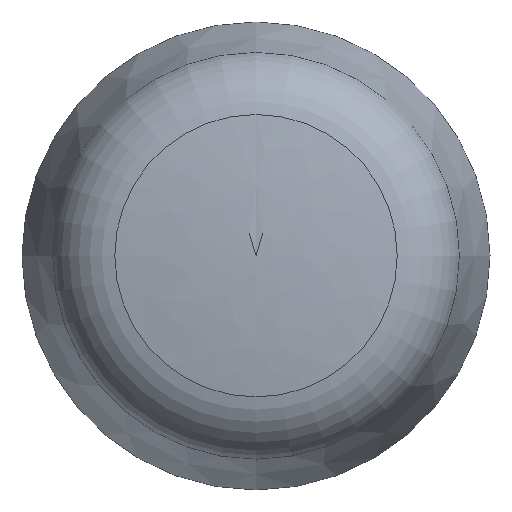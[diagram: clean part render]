
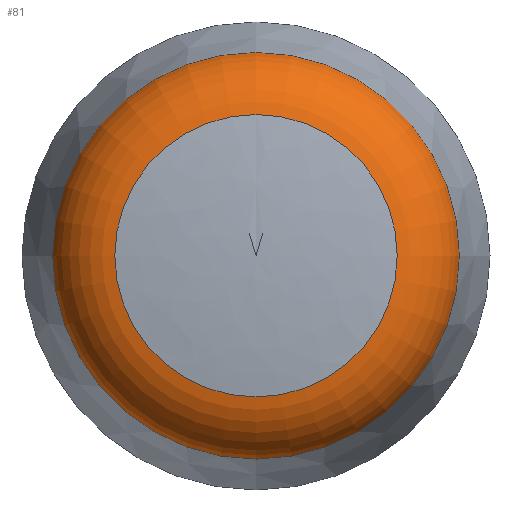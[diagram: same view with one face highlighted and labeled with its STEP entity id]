
A CAD part, top view. The second image highlights one B-rep face of the part: STEP entity #81.
In plain terms, the highlighted toroidal (fillet/blend) face has major radius 6.862 mm and minor radius 4 mm.
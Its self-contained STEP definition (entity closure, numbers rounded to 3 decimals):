
#81 = ADVANCED_FACE( '', ( #102, #103 ), #104, .T. );
#102 = FACE_OUTER_BOUND( '', #162, .T. );
#103 = FACE_OUTER_BOUND( '', #163, .T. );
#104 = TOROIDAL_SURFACE( '', #164, 6.861, 4. );
#162 = EDGE_LOOP( '', ( #197 ) );
#163 = EDGE_LOOP( '', ( #198 ) );
#164 = AXIS2_PLACEMENT_3D( '', #199, #200, #201 );
#197 = ORIENTED_EDGE( '', *, *, #213, .T. );
#198 = ORIENTED_EDGE( '', *, *, #219, .F. );
#199 = CARTESIAN_POINT( '', ( 0., 0., 5.003 ) );
#200 = DIRECTION( '', ( 0., 0., -1. ) );
#201 = DIRECTION( '', ( 0., 1., 0. ) );
#213 = EDGE_CURVE( '', #221, #221, #222, .T. );
#219 = EDGE_CURVE( '', #233, #233, #234, .T. );
#221 = VERTEX_POINT( '', #237 );
#222 = CIRCLE( '', #238, 7.448 );
#233 = VERTEX_POINT( '', #249 );
#234 = CIRCLE( '', #250, 10.725 );
#237 = CARTESIAN_POINT( '', ( 0., 7.448, 8.959 ) );
#238 = AXIS2_PLACEMENT_3D( '', #253, #254, #255 );
#249 = CARTESIAN_POINT( '', ( 0., 10.725, 6.038 ) );
#250 = AXIS2_PLACEMENT_3D( '', #271, #272, #273 );
#253 = CARTESIAN_POINT( '', ( 0., 0., 8.959 ) );
#254 = DIRECTION( '', ( 0., 0., -1. ) );
#255 = DIRECTION( '', ( 0., 1., 0. ) );
#271 = CARTESIAN_POINT( '', ( 0., 0., 6.038 ) );
#272 = DIRECTION( '', ( 0., 0., -1. ) );
#273 = DIRECTION( '', ( 0., 1., 0. ) );
